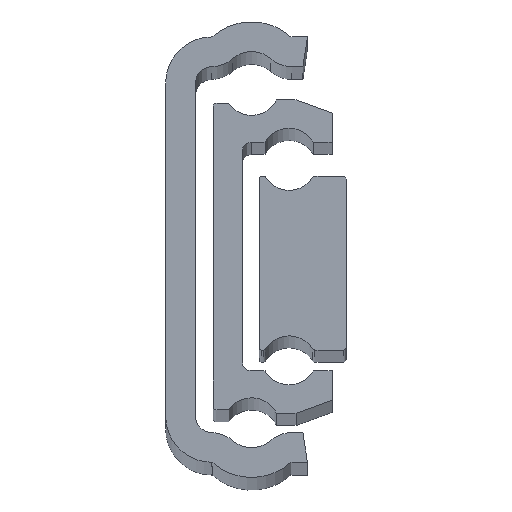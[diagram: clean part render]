
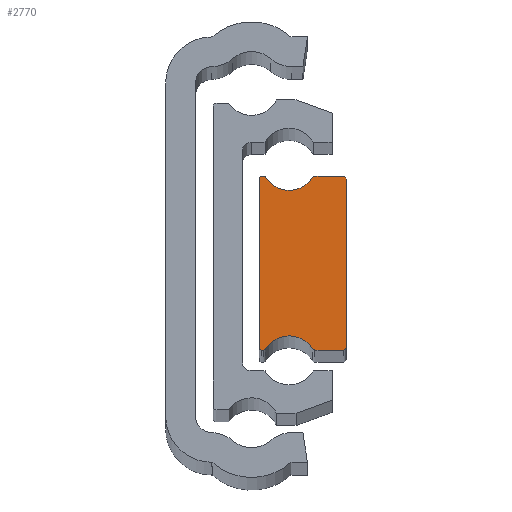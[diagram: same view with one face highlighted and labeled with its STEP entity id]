
A CAD part, top view. The second image highlights one B-rep face of the part: STEP entity #2770.
In plain terms, the highlighted face is planar.
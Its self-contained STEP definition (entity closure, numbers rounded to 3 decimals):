
#1 = DIRECTION ( 'NONE',  ( 1., 0., 0. ) ) ;
#2 = DIRECTION ( 'NONE',  ( 0., 0., 1. ) ) ;
#5 = CARTESIAN_POINT ( 'NONE',  ( 16.32, -9.5, 0. ) ) ;
#8 = CARTESIAN_POINT ( 'NONE',  ( 19.45, -9.2, 0. ) ) ;
#17 = DIRECTION ( 'NONE',  ( 1., 0., 0. ) ) ;
#105 = VECTOR ( 'NONE', #845, 1000. ) ;
#110 = LINE ( 'NONE', #833, #105 ) ;
#123 = CIRCLE ( 'NONE', #1622, 0.3 ) ;
#126 = LINE ( 'NONE', #862, #134 ) ;
#134 = VECTOR ( 'NONE', #865, 1000. ) ;
#244 = DIRECTION ( 'NONE',  ( 0., 0., -1. ) ) ;
#250 = DIRECTION ( 'NONE',  ( 1., 0., 0. ) ) ;
#267 = DIRECTION ( 'NONE',  ( 0., 0., 1. ) ) ;
#310 = CARTESIAN_POINT ( 'NONE',  ( 10.45, -9.3, 0. ) ) ;
#317 = DIRECTION ( 'NONE',  ( 0., 0., 1. ) ) ;
#320 = CARTESIAN_POINT ( 'NONE',  ( 13.5, 10.99, 0. ) ) ;
#341 = DIRECTION ( 'NONE',  ( 1., 0., 0. ) ) ;
#353 = CARTESIAN_POINT ( 'NONE',  ( 13.5, -10.99, 0. ) ) ;
#394 = CARTESIAN_POINT ( 'NONE',  ( 19.45, 9.2, 0. ) ) ;
#411 = CARTESIAN_POINT ( 'NONE',  ( 10.68, 9.2, 0. ) ) ;
#451 = CARTESIAN_POINT ( 'NONE',  ( 19.75, -9.2, 0. ) ) ;
#468 = CARTESIAN_POINT ( 'NONE',  ( 10.45, 9.3, 0. ) ) ;
#469 = DIRECTION ( 'NONE',  ( 1., 0., 0. ) ) ;
#471 = DIRECTION ( 'NONE',  ( 0., 0., -1. ) ) ;
#472 = DIRECTION ( 'NONE',  ( 1., 0., 0. ) ) ;
#476 = DIRECTION ( 'NONE',  ( 0., 0., 1. ) ) ;
#483 = CARTESIAN_POINT ( 'NONE',  ( 10.45, -9.5, 0. ) ) ;
#484 = DIRECTION ( 'NONE',  ( 1., 0., 0. ) ) ;
#520 = DIRECTION ( 'NONE',  ( 0., 1., 0. ) ) ;
#535 = DIRECTION ( 'NONE',  ( 1., 0., 0. ) ) ;
#563 = VERTEX_POINT ( 'NONE', #702 ) ;
#597 = VERTEX_POINT ( 'NONE', #736 ) ;
#615 = VERTEX_POINT ( 'NONE', #754 ) ;
#616 = VERTEX_POINT ( 'NONE', #755 ) ;
#618 = VERTEX_POINT ( 'NONE', #757 ) ;
#622 = VERTEX_POINT ( 'NONE', #761 ) ;
#625 = VERTEX_POINT ( 'NONE', #764 ) ;
#627 = VERTEX_POINT ( 'NONE', #766 ) ;
#629 = VERTEX_POINT ( 'NONE', #768 ) ;
#630 = VERTEX_POINT ( 'NONE', #769 ) ;
#632 = VERTEX_POINT ( 'NONE', #771 ) ;
#633 = VERTEX_POINT ( 'NONE', #772 ) ;
#636 = VERTEX_POINT ( 'NONE', #775 ) ;
#637 = VERTEX_POINT ( 'NONE', #776 ) ;
#640 = VERTEX_POINT ( 'NONE', #779 ) ;
#642 = VERTEX_POINT ( 'NONE', #781 ) ;
#702 = CARTESIAN_POINT ( 'NONE',  ( 10.25, -9.3, 0. ) ) ;
#736 = CARTESIAN_POINT ( 'NONE',  ( 10.25, 9.3, 0. ) ) ;
#754 = CARTESIAN_POINT ( 'NONE',  ( 19.75, -9.2, 0. ) ) ;
#755 = CARTESIAN_POINT ( 'NONE',  ( 19.45, 9.5, 0. ) ) ;
#757 = CARTESIAN_POINT ( 'NONE',  ( 19.75, 9.2, 0. ) ) ;
#761 = CARTESIAN_POINT ( 'NONE',  ( 16.32, 9.5, 0. ) ) ;
#764 = CARTESIAN_POINT ( 'NONE',  ( 16.067, 9.361, 0. ) ) ;
#766 = CARTESIAN_POINT ( 'NONE',  ( 10.933, 9.361, 0. ) ) ;
#768 = CARTESIAN_POINT ( 'NONE',  ( 10.45, 9.5, 0. ) ) ;
#769 = CARTESIAN_POINT ( 'NONE',  ( 10.68, 9.5, 0. ) ) ;
#771 = CARTESIAN_POINT ( 'NONE',  ( 19.45, -9.5, 0. ) ) ;
#772 = CARTESIAN_POINT ( 'NONE',  ( 10.45, -9.5, 0. ) ) ;
#775 = CARTESIAN_POINT ( 'NONE',  ( 16.32, -9.5, 0. ) ) ;
#776 = CARTESIAN_POINT ( 'NONE',  ( 10.68, -9.5, 0. ) ) ;
#779 = CARTESIAN_POINT ( 'NONE',  ( 10.933, -9.361, 0. ) ) ;
#781 = CARTESIAN_POINT ( 'NONE',  ( 16.067, -9.361, 0. ) ) ;
#833 = CARTESIAN_POINT ( 'NONE',  ( 10.25, 9.3, 0. ) ) ;
#841 = CARTESIAN_POINT ( 'NONE',  ( 16.32, 9.2, 0. ) ) ;
#842 = DIRECTION ( 'NONE',  ( 0., 0., 1. ) ) ;
#843 = DIRECTION ( 'NONE',  ( 1., 0., 0. ) ) ;
#845 = DIRECTION ( 'NONE',  ( 0., -1., 0. ) ) ;
#862 = CARTESIAN_POINT ( 'NONE',  ( 19.45, 9.5, 0. ) ) ;
#865 = DIRECTION ( 'NONE',  ( -1., 0., 0. ) ) ;
#941 = ORIENTED_EDGE ( 'NONE', *, *, #1575, .F. ) ;
#948 = ORIENTED_EDGE ( 'NONE', *, *, #1581, .F. ) ;
#1012 = ORIENTED_EDGE ( 'NONE', *, *, #1413, .F. ) ;
#1015 = ORIENTED_EDGE ( 'NONE', *, *, #1421, .F. ) ;
#1016 = ORIENTED_EDGE ( 'NONE', *, *, #1589, .F. ) ;
#1017 = ORIENTED_EDGE ( 'NONE', *, *, #1603, .F. ) ;
#1022 = EDGE_LOOP ( 'NONE', ( #1255, #1277, #1370, #1077, #1081, #1082, #1389, #941, #948, #1012, #1016, #1017, #1374, #1087, #1088, #1015 ) ) ;
#1077 = ORIENTED_EDGE ( 'NONE', *, *, #1593, .F. ) ;
#1081 = ORIENTED_EDGE ( 'NONE', *, *, #1599, .F. ) ;
#1082 = ORIENTED_EDGE ( 'NONE', *, *, #1582, .F. ) ;
#1087 = ORIENTED_EDGE ( 'NONE', *, *, #1579, .F. ) ;
#1088 = ORIENTED_EDGE ( 'NONE', *, *, #1412, .F. ) ;
#1255 = ORIENTED_EDGE ( 'NONE', *, *, #1497, .F. ) ;
#1277 = ORIENTED_EDGE ( 'NONE', *, *, #1477, .F. ) ;
#1370 = ORIENTED_EDGE ( 'NONE', *, *, #1595, .F. ) ;
#1374 = ORIENTED_EDGE ( 'NONE', *, *, #1569, .F. ) ;
#1389 = ORIENTED_EDGE ( 'NONE', *, *, #1602, .F. ) ;
#1397 = CARTESIAN_POINT ( 'NONE',  ( 16.32, -9.2, 0. ) ) ;
#1399 = DIRECTION ( 'NONE',  ( 1., 0., 0. ) ) ;
#1412 = EDGE_CURVE ( 'NONE', #622, #625, #123, .T. ) ;
#1413 = EDGE_CURVE ( 'NONE', #597, #563, #110, .T. ) ;
#1421 = EDGE_CURVE ( 'NONE', #616, #622, #126, .T. ) ;
#1477 = EDGE_CURVE ( 'NONE', #615, #618, #2287, .T. ) ;
#1497 = EDGE_CURVE ( 'NONE', #618, #616, #2322, .T. ) ;
#1569 = EDGE_CURVE ( 'NONE', #627, #630, #2440, .T. ) ;
#1575 = EDGE_CURVE ( 'NONE', #633, #637, #2442, .T. ) ;
#1579 = EDGE_CURVE ( 'NONE', #625, #627, #2454, .T. ) ;
#1581 = EDGE_CURVE ( 'NONE', #563, #633, #2456, .T. ) ;
#1582 = EDGE_CURVE ( 'NONE', #640, #642, #2458, .T. ) ;
#1589 = EDGE_CURVE ( 'NONE', #629, #597, #2469, .T. ) ;
#1593 = EDGE_CURVE ( 'NONE', #636, #632, #2470, .T. ) ;
#1595 = EDGE_CURVE ( 'NONE', #632, #615, #2480, .T. ) ;
#1599 = EDGE_CURVE ( 'NONE', #642, #636, #2487, .T. ) ;
#1602 = EDGE_CURVE ( 'NONE', #637, #640, #2492, .T. ) ;
#1603 = EDGE_CURVE ( 'NONE', #630, #629, #2485, .T. ) ;
#1622 = AXIS2_PLACEMENT_3D ( 'NONE', #841, #842, #843 ) ;
#1666 = AXIS2_PLACEMENT_3D ( 'NONE', #394, #267, #341 ) ;
#1691 = AXIS2_PLACEMENT_3D ( 'NONE', #353, #244, #250 ) ;
#1692 = AXIS2_PLACEMENT_3D ( 'NONE', #411, #476, #484 ) ;
#1696 = AXIS2_PLACEMENT_3D ( 'NONE', #320, #471, #535 ) ;
#1698 = AXIS2_PLACEMENT_3D ( 'NONE', #310, #317, #472 ) ;
#1699 = AXIS2_PLACEMENT_3D ( 'NONE', #8, #2701, #17 ) ;
#1704 = AXIS2_PLACEMENT_3D ( 'NONE', #468, #2, #1 ) ;
#1705 = AXIS2_PLACEMENT_3D ( 'NONE', #1825, #1830, #1831 ) ;
#1708 = AXIS2_PLACEMENT_3D ( 'NONE', #1397, #1823, #1824 ) ;
#1773 = AXIS2_PLACEMENT_3D ( 'NONE', #2053, #2062, #2063 ) ;
#1823 = DIRECTION ( 'NONE',  ( 0., 0., 1. ) ) ;
#1824 = DIRECTION ( 'NONE',  ( 1., 0., 0. ) ) ;
#1825 = CARTESIAN_POINT ( 'NONE',  ( 10.68, -9.2, 0. ) ) ;
#1830 = DIRECTION ( 'NONE',  ( 0., 0., 1. ) ) ;
#1831 = DIRECTION ( 'NONE',  ( 1., 0., 0. ) ) ;
#1832 = CARTESIAN_POINT ( 'NONE',  ( 10.68, 9.5, 0. ) ) ;
#1833 = DIRECTION ( 'NONE',  ( -1., 0., 0. ) ) ;
#2050 = PLANE ( 'NONE',  #1773 ) ;
#2053 = CARTESIAN_POINT ( 'NONE',  ( 19.45, 9.2, 0. ) ) ;
#2062 = DIRECTION ( 'NONE',  ( 0., 0., 1. ) ) ;
#2063 = DIRECTION ( 'NONE',  ( 1., 0., 0. ) ) ;
#2287 = LINE ( 'NONE', #451, #2288 ) ;
#2288 = VECTOR ( 'NONE', #520, 1000. ) ;
#2322 = CIRCLE ( 'NONE', #1666, 0.3 ) ;
#2440 = CIRCLE ( 'NONE', #1692, 0.3 ) ;
#2442 = LINE ( 'NONE', #483, #2445 ) ;
#2445 = VECTOR ( 'NONE', #469, 1000. ) ;
#2454 = CIRCLE ( 'NONE', #1696, 3.04 ) ;
#2456 = CIRCLE ( 'NONE', #1698, 0.2 ) ;
#2458 = CIRCLE ( 'NONE', #1691, 3.04 ) ;
#2467 = VECTOR ( 'NONE', #1833, 1000. ) ;
#2469 = CIRCLE ( 'NONE', #1704, 0.2 ) ;
#2470 = LINE ( 'NONE', #5, #2474 ) ;
#2474 = VECTOR ( 'NONE', #1399, 1000. ) ;
#2480 = CIRCLE ( 'NONE', #1699, 0.3 ) ;
#2485 = LINE ( 'NONE', #1832, #2467 ) ;
#2487 = CIRCLE ( 'NONE', #1708, 0.3 ) ;
#2492 = CIRCLE ( 'NONE', #1705, 0.3 ) ;
#2630 = FACE_OUTER_BOUND ( 'NONE', #1022, .T. ) ;
#2701 = DIRECTION ( 'NONE',  ( 0., 0., 1. ) ) ;
#2770 = ADVANCED_FACE ( 'NONE', ( #2630 ), #2050, .F. ) ;
